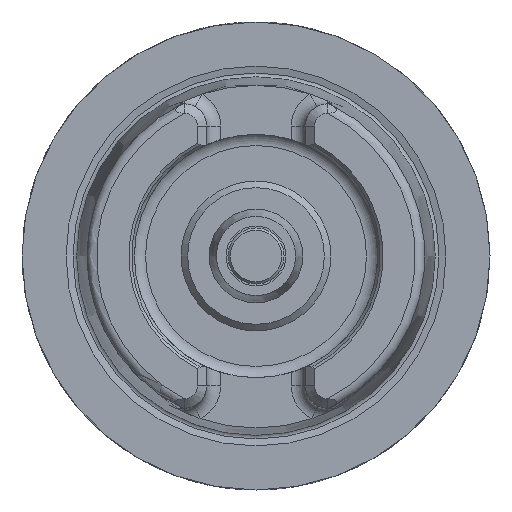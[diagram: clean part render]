
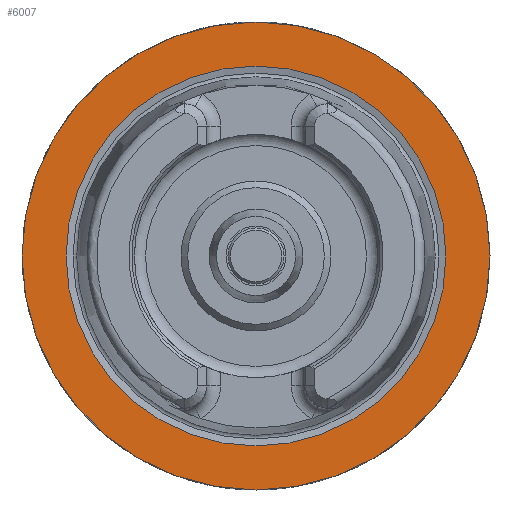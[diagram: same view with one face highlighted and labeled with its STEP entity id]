
A CAD part, left-side view. The second image highlights one B-rep face of the part: STEP entity #6007.
In plain terms, the highlighted planar face has unit normal (-1, 0, 0).
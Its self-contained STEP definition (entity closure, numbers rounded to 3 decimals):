
#5520=CARTESIAN_POINT('',(0.0,25.,0.0));
#5521=VERTEX_POINT('',#5520);
#5522=CARTESIAN_POINT('',(0.0,0.0,0.0));
#5523=DIRECTION('',(1.0,0.0,0.0));
#5524=DIRECTION('',(0.0,1.0,0.0));
#5525=AXIS2_PLACEMENT_3D('',#5522,#5523,#5524);
#5526=CIRCLE('',#5525,25.);
#5527=EDGE_CURVE('',#5521,#5521,#5526,.T.);
#5981=CARTESIAN_POINT('',(0.0,20.296,0.0));
#5982=VERTEX_POINT('',#5981);
#5983=CARTESIAN_POINT('',(0.0,0.0,0.0));
#5984=DIRECTION('',(1.0,0.0,0.0));
#5985=DIRECTION('',(0.0,1.0,0.0));
#5986=AXIS2_PLACEMENT_3D('',#5983,#5984,#5985);
#5987=CIRCLE('',#5986,20.296);
#5988=EDGE_CURVE('',#5982,#5982,#5987,.T.);
#5996=CARTESIAN_POINT('',(0.0,22.648,0.0));
#5997=DIRECTION('',(-1.0,0.0,0.0));
#5998=DIRECTION('',(0.0,0.0,1.0));
#5999=AXIS2_PLACEMENT_3D('',#5996,#5997,#5998);
#6000=PLANE('',#5999);
#6001=ORIENTED_EDGE('',*,*,#5527,.F.);
#6002=EDGE_LOOP('',(#6001));
#6003=FACE_OUTER_BOUND('',#6002,.T.);
#6004=ORIENTED_EDGE('',*,*,#5988,.T.);
#6005=EDGE_LOOP('',(#6004));
#6006=FACE_BOUND('',#6005,.T.);
#6007=ADVANCED_FACE('',(#6003,#6006),#6000,.T.);
